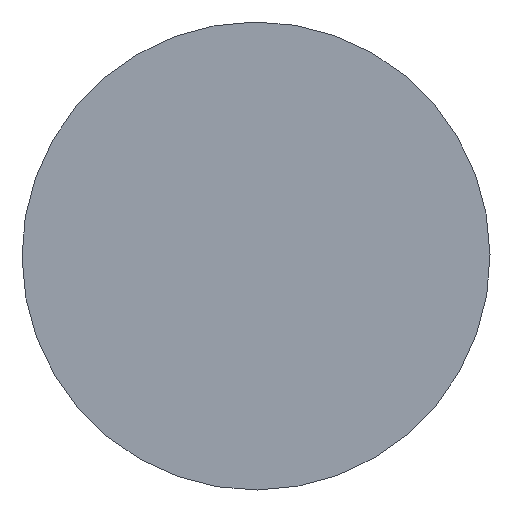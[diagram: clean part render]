
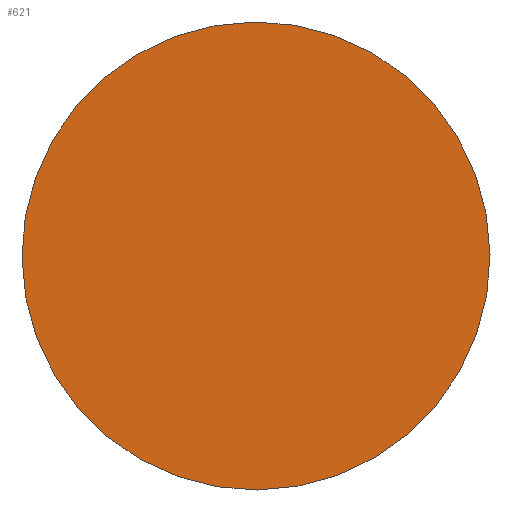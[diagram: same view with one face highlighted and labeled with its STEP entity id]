
A CAD part, front view. The second image highlights one B-rep face of the part: STEP entity #621.
In plain terms, the highlighted planar face has unit normal (0, -1, 0).
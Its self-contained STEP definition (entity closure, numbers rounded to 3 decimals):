
#96=FACE_OUTER_BOUND('',#130,.T.);
#130=EDGE_LOOP('',(#396,#397));
#167=CIRCLE('',#678,37.503);
#168=CIRCLE('',#679,37.503);
#236=VERTEX_POINT('',#1015);
#237=VERTEX_POINT('',#1016);
#302=EDGE_CURVE('',#236,#237,#167,.T.);
#303=EDGE_CURVE('',#237,#236,#168,.T.);
#396=ORIENTED_EDGE('',*,*,#302,.F.);
#397=ORIENTED_EDGE('',*,*,#303,.F.);
#582=PLANE('',#677);
#621=ADVANCED_FACE('',(#96),#582,.T.);
#677=AXIS2_PLACEMENT_3D('',#1014,#785,#786);
#678=AXIS2_PLACEMENT_3D('',#1017,#787,#788);
#679=AXIS2_PLACEMENT_3D('',#1018,#789,#790);
#785=DIRECTION('center_axis',(0.,-1.,0.));
#786=DIRECTION('ref_axis',(0.647,0.,-0.762));
#787=DIRECTION('center_axis',(0.,1.,0.));
#788=DIRECTION('ref_axis',(-0.762,0.,-0.647));
#789=DIRECTION('center_axis',(0.,1.,0.));
#790=DIRECTION('ref_axis',(-0.762,0.,-0.647));
#1014=CARTESIAN_POINT('Origin',(-14.293,-71.901,-12.138));
#1015=CARTESIAN_POINT('',(-28.586,-71.901,-24.276));
#1016=CARTESIAN_POINT('',(28.586,-71.901,24.276));
#1017=CARTESIAN_POINT('Origin',(0.,-71.901,0.));
#1018=CARTESIAN_POINT('Origin',(0.,-71.901,0.));
